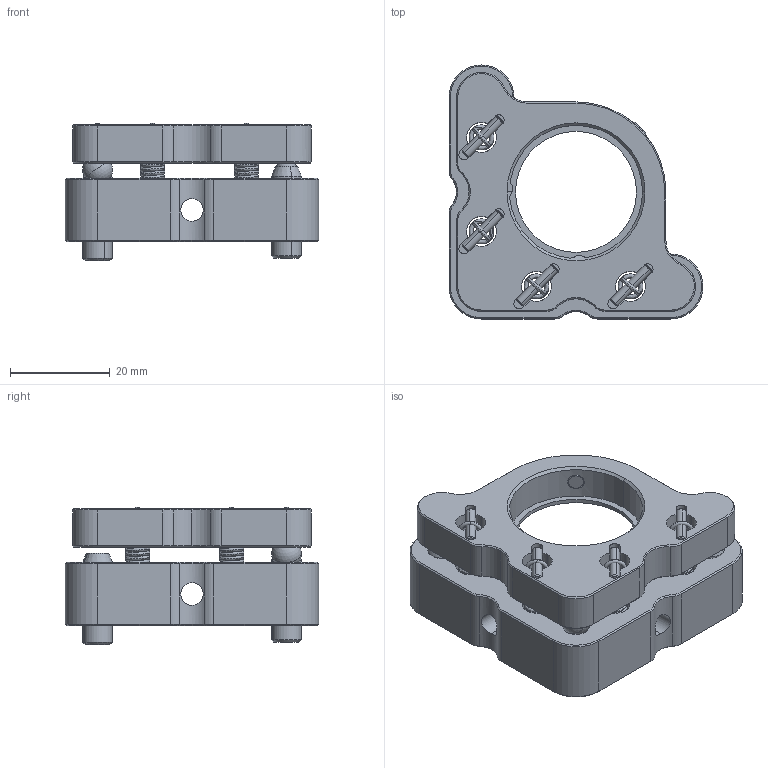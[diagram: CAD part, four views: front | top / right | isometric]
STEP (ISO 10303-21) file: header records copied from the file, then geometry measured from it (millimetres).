
FILE_DESCRIPTION (( 'STEP AP214' ), '1' );
FILE_NAME ('1.1.19.13_ZJD-1.0-2_经济型不锈钢光学调整架，用于1英寸光学元件，两轴，M4螺孔.STEP', '2021-07-30T08:45:02', ( 'Microsoft' ), ( 'Microsoft' ), 'SwSTEP 2.0', 'SolidWorks 2018', '' );
FILE_SCHEMA (( 'AUTOMOTIVE_DESIGN' ));
Length unit declared in the file: millimetre
Products named in the file (1): 1.1.19.13_ZJD-1.0-2_经济型不锈钢光学调整架，用于1英寸光学元件，两轴，M4螺孔
Bounding box: 50.8 x 50.8 x 27.47 mm (x, y, z)
Surface area: 14573 mm2 (no closed solid volume)
Topology: 0 solids, 27 shells, 403 faces, 1022 edges, 641 vertices
Faces by surface type: plane 132, cylinder 118, cone 109, torus 24, bspline 16, sphere 4
Entity records: 34580 total; most frequent: CARTESIAN_POINT 20385, DIRECTION 2170, ORIENTED_EDGE 1912, EDGE_CURVE 1008, AXIS2_PLACEMENT_3D 846, VERTEX_POINT 635, LINE 478, VECTOR 478
